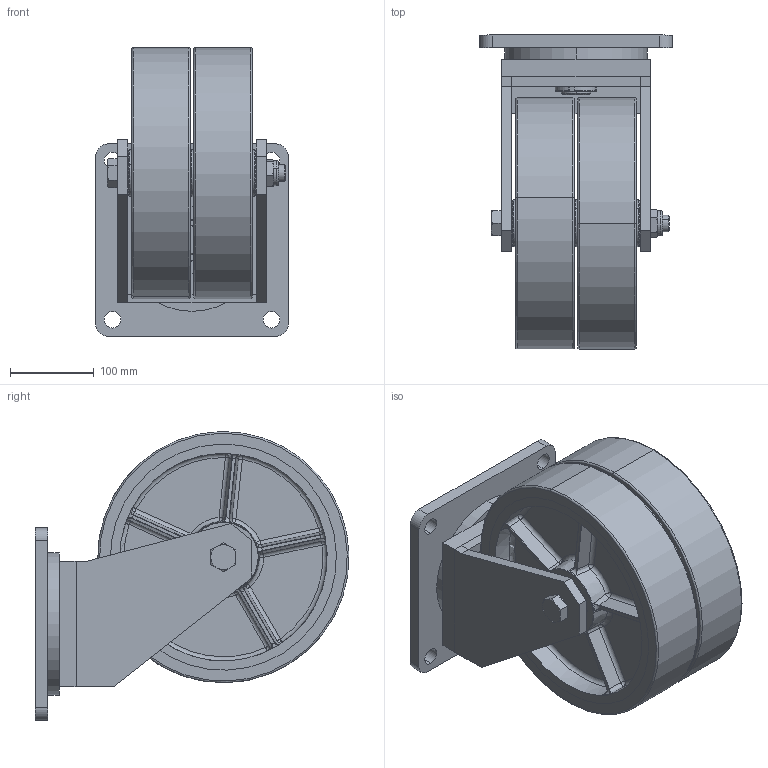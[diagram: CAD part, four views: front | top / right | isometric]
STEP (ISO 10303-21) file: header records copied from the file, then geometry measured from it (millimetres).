
FILE_DESCRIPTION (( 'STEP AP214' ), '1' );
FILE_NAME ('0015684.step', '2021-03-08T11:13:25', ( '' ), ( '' ), 'SwSTEP 2.0', 'SolidWorks 2020', '' );
FILE_SCHEMA (( 'AUTOMOTIVE_DESIGN' ));
Length unit declared in the file: millimetre
Products named in the file (1): 0015684
Bounding box: 230 x 375 x 345 mm (x, y, z)
Volume: 7598613.8 mm3; surface area: 1242729 mm2
Topology: 26 solids, 26 shells, 960 faces, 2144 edges, 1174 vertices
Faces by surface type: bspline 244, cylinder 230, plane 210, torus 136, sphere 96, cone 44
Entity records: 45645 total; most frequent: CARTESIAN_POINT 15461, ORIENTED_EDGE 4128, DIRECTION 3988, EDGE_CURVE 2064, AXIS2_PLACEMENT_3D 1757, VERTEX_POINT 1174, CIRCLE 1040, EDGE_LOOP 1028
